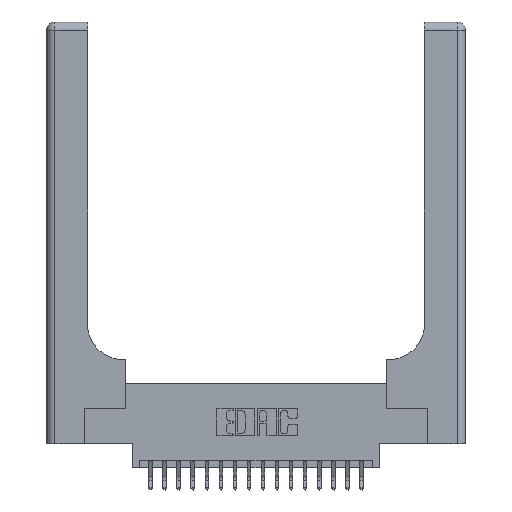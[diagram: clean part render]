
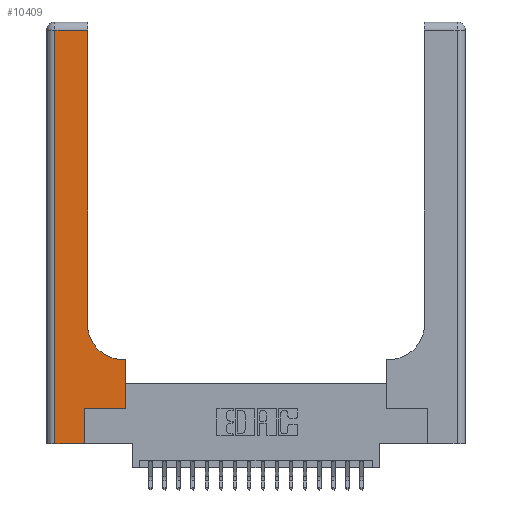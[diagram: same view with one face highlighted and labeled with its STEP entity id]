
A CAD part, top view. The second image highlights one B-rep face of the part: STEP entity #10409.
In plain terms, the highlighted planar face has unit normal (0, 0, 1).
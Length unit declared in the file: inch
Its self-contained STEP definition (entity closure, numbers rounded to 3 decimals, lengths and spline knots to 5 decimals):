
#223 = EDGE_CURVE ( 'NONE', #2107, #14017, #5748, .T. ) ;
#380 = CARTESIAN_POINT ( 'NONE',  ( 0.5585, 0.25, 0.37 ) ) ;
#550 = CARTESIAN_POINT ( 'NONE',  ( 0., 3., 0.37 ) ) ;
#833 = DIRECTION ( 'NONE',  ( 1., 0., 0. ) ) ;
#1825 = LINE ( 'NONE', #8317, #17686 ) ;
#2047 = EDGE_CURVE ( 'NONE', #3580, #2107, #17883, .T. ) ;
#2107 = VERTEX_POINT ( 'NONE', #12220 ) ;
#2155 = ORIENTED_EDGE ( 'NONE', *, *, #17313, .T. ) ;
#2650 = DIRECTION ( 'NONE',  ( 0., -1., 0. ) ) ;
#2754 = VECTOR ( 'NONE', #9269, 39.37008 ) ;
#2942 = DIRECTION ( 'NONE',  ( 0., 1., 0. ) ) ;
#3492 = ORIENTED_EDGE ( 'NONE', *, *, #223, .T. ) ;
#3580 = VERTEX_POINT ( 'NONE', #380 ) ;
#3733 = DIRECTION ( 'NONE',  ( 0., 1., 0. ) ) ;
#3961 = VERTEX_POINT ( 'NONE', #14795 ) ;
#4096 = LINE ( 'NONE', #16773, #9003 ) ;
#4131 = EDGE_CURVE ( 'NONE', #16100, #15892, #4800, .T. ) ;
#4800 = LINE ( 'NONE', #18975, #11776 ) ;
#5708 = DIRECTION ( 'NONE',  ( 0., 0., -1. ) ) ;
#5729 = VERTEX_POINT ( 'NONE', #11463 ) ;
#5748 = LINE ( 'NONE', #8680, #13024 ) ;
#5906 = VERTEX_POINT ( 'NONE', #10190 ) ;
#6944 = LINE ( 'NONE', #12420, #13970 ) ;
#7182 = LINE ( 'NONE', #7472, #2754 ) ;
#7472 = CARTESIAN_POINT ( 'NONE',  ( 0.269, 0., 0.37 ) ) ;
#7485 = DIRECTION ( 'NONE',  ( -1., 0., 0. ) ) ;
#7748 = VECTOR ( 'NONE', #12695, 39.37008 ) ;
#7750 = CARTESIAN_POINT ( 'NONE',  ( 0.269, 0., 0.37 ) ) ;
#7896 = EDGE_CURVE ( 'NONE', #3961, #16100, #1825, .T. ) ;
#8040 = PLANE ( 'NONE',  #13409 ) ;
#8317 = CARTESIAN_POINT ( 'NONE',  ( 0.06, 3., 0.37 ) ) ;
#8499 = FACE_OUTER_BOUND ( 'NONE', #16788, .T. ) ;
#8653 = VERTEX_POINT ( 'NONE', #10266 ) ;
#8680 = CARTESIAN_POINT ( 'NONE',  ( 0.2915, 0.6, 0.37 ) ) ;
#9003 = VECTOR ( 'NONE', #3733, 39.37008 ) ;
#9247 = EDGE_CURVE ( 'NONE', #5729, #3961, #6944, .T. ) ;
#9269 = DIRECTION ( 'NONE',  ( 0., 1., 0. ) ) ;
#9698 = EDGE_CURVE ( 'NONE', #14017, #8653, #14072, .T. ) ;
#10125 = CARTESIAN_POINT ( 'NONE',  ( 0.5415, 0.6, 0.37 ) ) ;
#10190 = CARTESIAN_POINT ( 'NONE',  ( 0.269, 0.25, 0.37 ) ) ;
#10193 = ORIENTED_EDGE ( 'NONE', *, *, #12372, .T. ) ;
#10266 = CARTESIAN_POINT ( 'NONE',  ( 0.2915, 0.85, 0.37 ) ) ;
#10409 = ADVANCED_FACE ( 'NONE', ( #8499 ), #8040, .F. ) ;
#10574 = ORIENTED_EDGE ( 'NONE', *, *, #10769, .T. ) ;
#10769 = EDGE_CURVE ( 'NONE', #8653, #5729, #4096, .T. ) ;
#11463 = CARTESIAN_POINT ( 'NONE',  ( 0.2915, 2.94, 0.37 ) ) ;
#11776 = VECTOR ( 'NONE', #20298, 39.37008 ) ;
#11896 = ORIENTED_EDGE ( 'NONE', *, *, #9698, .T. ) ;
#12220 = CARTESIAN_POINT ( 'NONE',  ( 0.5585, 0.6, 0.37 ) ) ;
#12372 = EDGE_CURVE ( 'NONE', #15892, #5906, #7182, .T. ) ;
#12420 = CARTESIAN_POINT ( 'NONE',  ( 0., 2.94, 0.37 ) ) ;
#12511 = ORIENTED_EDGE ( 'NONE', *, *, #9247, .T. ) ;
#12695 = DIRECTION ( 'NONE',  ( 1., 0., 0. ) ) ;
#12884 = CARTESIAN_POINT ( 'NONE',  ( 0.5585, 0.25, 0.37 ) ) ;
#13024 = VECTOR ( 'NONE', #17039, 39.37008 ) ;
#13039 = ORIENTED_EDGE ( 'NONE', *, *, #2047, .T. ) ;
#13409 = AXIS2_PLACEMENT_3D ( 'NONE', #550, #14641, #15040 ) ;
#13970 = VECTOR ( 'NONE', #7485, 39.37008 ) ;
#14017 = VERTEX_POINT ( 'NONE', #10125 ) ;
#14072 = CIRCLE ( 'NONE', #17278, 0.25 ) ;
#14503 = LINE ( 'NONE', #19285, #7748 ) ;
#14641 = DIRECTION ( 'NONE',  ( 0., 0., -1. ) ) ;
#14795 = CARTESIAN_POINT ( 'NONE',  ( 0.06, 2.94, 0.37 ) ) ;
#15040 = DIRECTION ( 'NONE',  ( -1., 0., 0. ) ) ;
#15892 = VERTEX_POINT ( 'NONE', #7750 ) ;
#16100 = VERTEX_POINT ( 'NONE', #18427 ) ;
#16773 = CARTESIAN_POINT ( 'NONE',  ( 0.2915, 3., 0.37 ) ) ;
#16788 = EDGE_LOOP ( 'NONE', ( #10574, #12511, #17914, #17244, #10193, #2155, #13039, #3492, #11896 ) ) ;
#17039 = DIRECTION ( 'NONE',  ( -1., 0., 0. ) ) ;
#17244 = ORIENTED_EDGE ( 'NONE', *, *, #4131, .T. ) ;
#17278 = AXIS2_PLACEMENT_3D ( 'NONE', #18961, #5708, #833 ) ;
#17313 = EDGE_CURVE ( 'NONE', #5906, #3580, #14503, .T. ) ;
#17343 = VECTOR ( 'NONE', #2942, 39.37008 ) ;
#17686 = VECTOR ( 'NONE', #2650, 39.37008 ) ;
#17883 = LINE ( 'NONE', #12884, #17343 ) ;
#17914 = ORIENTED_EDGE ( 'NONE', *, *, #7896, .T. ) ;
#18427 = CARTESIAN_POINT ( 'NONE',  ( 0.06, 0., 0.37 ) ) ;
#18961 = CARTESIAN_POINT ( 'NONE',  ( 0.5415, 0.85, 0.37 ) ) ;
#18975 = CARTESIAN_POINT ( 'NONE',  ( 0., 0., 0.37 ) ) ;
#19285 = CARTESIAN_POINT ( 'NONE',  ( 0.269, 0.25, 0.37 ) ) ;
#20298 = DIRECTION ( 'NONE',  ( 1., 0., 0. ) ) ;
